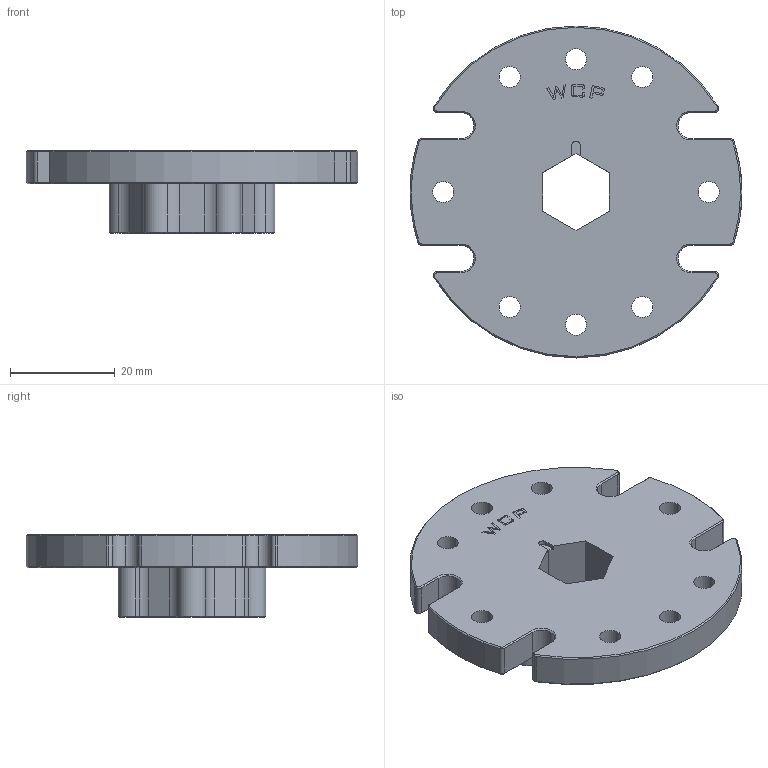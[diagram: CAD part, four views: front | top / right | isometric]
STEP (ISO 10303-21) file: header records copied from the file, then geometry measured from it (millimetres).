
FILE_DESCRIPTION (( 'STEP AP214' ), '1' );
FILE_NAME ('WCP-1814.step', '2025-01-31T22:03:59', ( '' ), ( '' ), 'SwSTEP 2.0', 'SolidWorks 2022', '' );
FILE_SCHEMA (( 'AUTOMOTIVE_DESIGN' ));
Length unit declared in the file: inch
Products named in the file (1): WCP-1814
Bounding box: 63.5 x 63.5 x 15.88 mm (x, y, z)
Volume: 21766.4 mm3; surface area: 9351 mm2
Topology: 1 solids, 1 shells, 221 faces, 562 edges, 348 vertices
Faces by surface type: plane 86, cone 65, cylinder 61, bspline 9
Entity records: 7360 total; most frequent: CARTESIAN_POINT 1661, DIRECTION 1164, ORIENTED_EDGE 1124, EDGE_CURVE 562, AXIS2_PLACEMENT_3D 407, LINE 350, VECTOR 350, VERTEX_POINT 348
